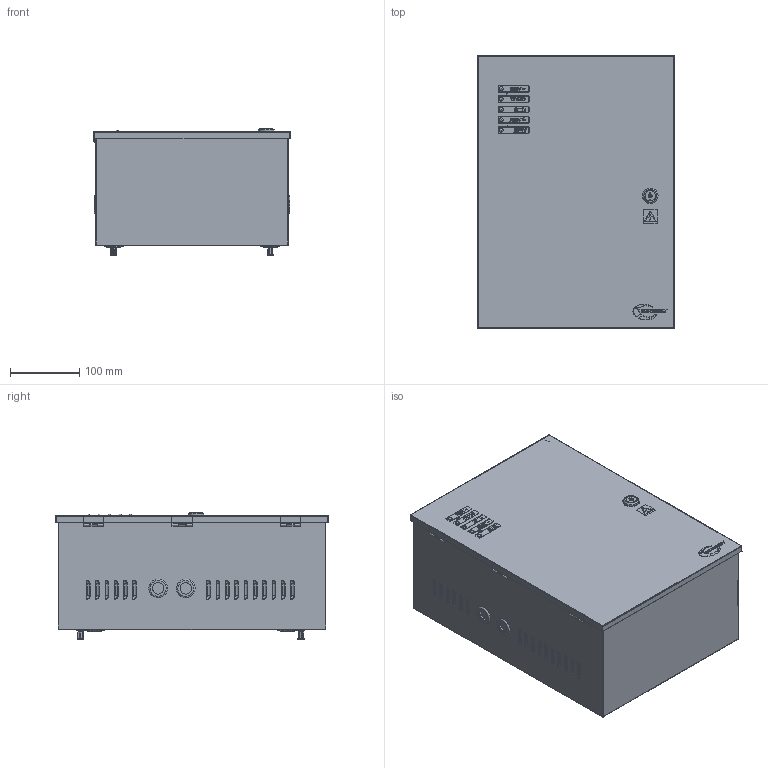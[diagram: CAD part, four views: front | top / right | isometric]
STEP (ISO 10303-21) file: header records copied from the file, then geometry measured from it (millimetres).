
FILE_DESCRIPTION (( 'STEP AP214' ), '1' );
FILE_NAME ('AD1210RGC_STPALL.step', '2024-06-18T09:43:09', ( '' ), ( '' ), 'SwSTEP 2.0', 'SolidWorks 2020', '' );
FILE_SCHEMA (( 'AUTOMOTIVE_DESIGN' ));
Length unit declared in the file: millimetre
Products named in the file (36): PCB AD2405R; HB-9500_6P; CRPEG-ETKT NO-NC-C; ELEC AD2405R; Parte 4 Deviatore a Rotella Panasonic AM5; RELAY; EP0180-LED 5MM_ORANGE; PIN TB; TERMINAL BLOCK 3P; r6513-00_paroi 0.8mm; Parte 3 Deviatore a Rotella Panasonic AM5; COUVERCLE DE PROTECTION; User Library-20mm diameter panel hole grommet; DIN 967 - M4 x 6 - Z --- 4.6N_DIN 967 - M4 x 6 - Z --- 4.6N; EP0205-TOP CONNECTOR 4W (B-2B-PH-K); ISO 1207 - M2 x 6 --- 6N_ISO 1207 - M2 x 6 --- 6N; CAM LOCK XL_P16; EP0180-LED 5MM_ROUGE; BOITIER AD1210RGC_AD1210RGC; ELEC AD2405R-1; Parte 2 Deviatore a Rotella Panasonic AM5; CASING DE PROTECTION; AD1210RGC_STPALL; BT CONTACT; RedLED-3mm; EP0180-LED 5MM_VERT; EP0204-B4B-PH-K-S SHROUDED HEADER 4P TOP ENTRY; Parte 1 Deviatore a Rotella Panasonic AM5; ELEC1 AD1203R-OBS; HB-9500_3P; Header 2_0 6x; EP0156-PH PIN TOP; ENTRETOISE H4.8; ISO 7045 - M3 x 6 - Z --- 6S_ISO 7045 - M3 x 6 - Z --- 6S; EP0056-TERMINAL BLOCK 3 POLES_SANS ETKT; Deviatore a Rotella Panasonic AM5_LIBRE
Assembly tree (64 placements, depth 5):
  AD1210RGC_STPALL
    BOITIER AD1210RGC_AD1210RGC
    PCB AD2405R
      CASING DE PROTECTION
      COUVERCLE DE PROTECTION
      ELEC AD2405R
      ELEC AD2405R-1
        ENTRETOISE H4.8  x4
        ELEC1 AD1203R-OBS
        ISO 7045 - M3 x 6 - Z --- 6S_ISO 7045 - M3 x 6 - Z --- 6S  x4
        EP0056-TERMINAL BLOCK 3 POLES_SANS ETKT  x2
          TERMINAL BLOCK 3P
          PIN TB
          ISO 1207 - M2 x 6 --- 6N_ISO 1207 - M2 x 6 --- 6N
          CRPEG-ETKT NO-NC-C
        EP0205-TOP CONNECTOR 4W (B-2B-PH-K)
          EP0204-B4B-PH-K-S SHROUDED HEADER 4P TOP ENTRY
          EP0156-PH PIN TOP  x4
        RELAY  x2
      HB-9500_3P
      HB-9500_6P
      EP0056-TERMINAL BLOCK 3 POLES_SANS ETKT
        TERMINAL BLOCK 3P
        PIN TB  x3
        ISO 1207 - M2 x 6 --- 6N_ISO 1207 - M2 x 6 --- 6N  x3
        CRPEG-ETKT NO-NC-C
      BT CONTACT
      Header 2_0 6x
      RedLED-3mm
    DIN 967 - M4 x 6 - Z --- 4.6N_DIN 967 - M4 x 6 - Z --- 4.6N  x4
    Deviatore a Rotella Panasonic AM5_LIBRE
      Parte 1 Deviatore a Rotella Panasonic AM5
      Parte 2 Deviatore a Rotella Panasonic AM5
      Parte 3 Deviatore a Rotella Panasonic AM5
      Parte 4 Deviatore a Rotella Panasonic AM5
    CAM LOCK XL_P16
    User Library-20mm diameter panel hole grommet  x6
    EP0180-LED 5MM_VERT  x2
    EP0180-LED 5MM_ORANGE
    EP0180-LED 5MM_ROUGE  x2
    r6513-00_paroi 0.8mm  x4
Bounding box: 285.1 x 395 x 183.8 mm (x, y, z)
Volume: 650006.1 mm3; surface area: 1154405.6 mm2
Topology: 91 solids, 91 shells, 6178 faces, 16600 edges, 11043 vertices
Faces by surface type: plane 3798, cylinder 993, bspline 758, cone 328, torus 273, sphere 28
Entity records: 220611 total; most frequent: CARTESIAN_POINT 72704, ORIENTED_EDGE 26348, DIRECTION 21809, EDGE_CURVE 13174, LINE 9047, VECTOR 9047, VERTEX_POINT 8845, AXIS2_PLACEMENT_3D 6381
